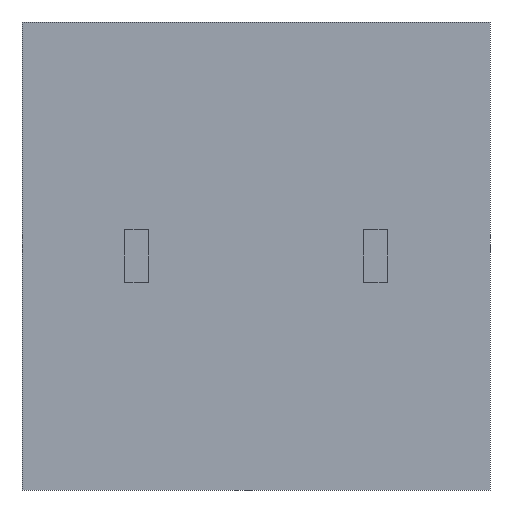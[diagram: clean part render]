
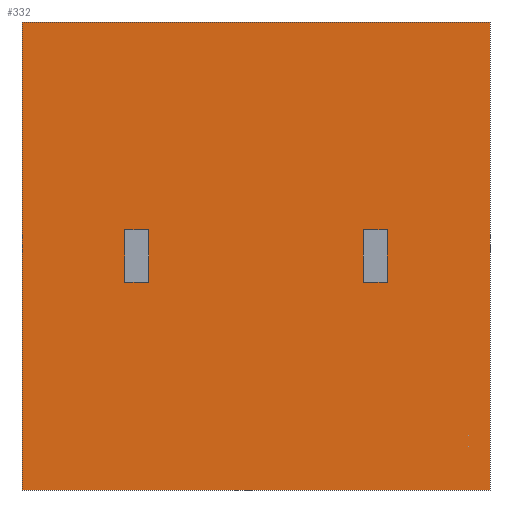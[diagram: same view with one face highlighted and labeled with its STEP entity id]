
A CAD part, front view. The second image highlights one B-rep face of the part: STEP entity #332.
In plain terms, the highlighted planar face has unit normal (0, -1, 0).
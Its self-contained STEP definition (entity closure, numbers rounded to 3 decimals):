
#15=FACE_BOUND('',#68,.T.);
#16=FACE_BOUND('',#69,.T.);
#48=FACE_OUTER_BOUND('',#67,.T.);
#67=EDGE_LOOP('',(#287,#288,#289,#290));
#68=EDGE_LOOP('',(#291,#292,#293,#294));
#69=EDGE_LOOP('',(#295,#296,#297,#298));
#70=LINE('',#456,#107);
#74=LINE('',#464,#111);
#77=LINE('',#470,#114);
#80=LINE('',#475,#117);
#82=LINE('',#481,#119);
#86=LINE('',#489,#123);
#89=LINE('',#495,#126);
#92=LINE('',#500,#129);
#95=LINE('',#545,#132);
#99=LINE('',#553,#136);
#102=LINE('',#559,#139);
#105=LINE('',#564,#142);
#107=VECTOR('',#373,10.);
#111=VECTOR('',#379,10.);
#114=VECTOR('',#384,10.);
#117=VECTOR('',#389,10.);
#119=VECTOR('',#395,10.);
#123=VECTOR('',#401,10.);
#126=VECTOR('',#406,10.);
#129=VECTOR('',#411,10.);
#132=VECTOR('',#430,10.);
#136=VECTOR('',#436,10.);
#139=VECTOR('',#441,10.);
#142=VECTOR('',#446,10.);
#144=VERTEX_POINT('',#454);
#145=VERTEX_POINT('',#455);
#148=VERTEX_POINT('',#463);
#150=VERTEX_POINT('',#469);
#152=VERTEX_POINT('',#479);
#153=VERTEX_POINT('',#480);
#156=VERTEX_POINT('',#488);
#158=VERTEX_POINT('',#494);
#165=VERTEX_POINT('',#543);
#166=VERTEX_POINT('',#544);
#169=VERTEX_POINT('',#552);
#171=VERTEX_POINT('',#558);
#173=EDGE_CURVE('',#144,#145,#70,.T.);
#177=EDGE_CURVE('',#145,#148,#74,.T.);
#180=EDGE_CURVE('',#148,#150,#77,.T.);
#183=EDGE_CURVE('',#150,#144,#80,.T.);
#185=EDGE_CURVE('',#152,#153,#82,.T.);
#189=EDGE_CURVE('',#153,#156,#86,.T.);
#192=EDGE_CURVE('',#156,#158,#89,.T.);
#195=EDGE_CURVE('',#158,#152,#92,.T.);
#203=EDGE_CURVE('',#165,#166,#95,.T.);
#207=EDGE_CURVE('',#166,#169,#99,.T.);
#210=EDGE_CURVE('',#169,#171,#102,.T.);
#213=EDGE_CURVE('',#171,#165,#105,.T.);
#287=ORIENTED_EDGE('',*,*,#213,.T.);
#288=ORIENTED_EDGE('',*,*,#203,.T.);
#289=ORIENTED_EDGE('',*,*,#207,.T.);
#290=ORIENTED_EDGE('',*,*,#210,.T.);
#291=ORIENTED_EDGE('',*,*,#173,.T.);
#292=ORIENTED_EDGE('',*,*,#177,.T.);
#293=ORIENTED_EDGE('',*,*,#180,.T.);
#294=ORIENTED_EDGE('',*,*,#183,.T.);
#295=ORIENTED_EDGE('',*,*,#185,.T.);
#296=ORIENTED_EDGE('',*,*,#189,.T.);
#297=ORIENTED_EDGE('',*,*,#192,.T.);
#298=ORIENTED_EDGE('',*,*,#195,.T.);
#314=PLANE('',#368);
#332=ADVANCED_FACE('',(#48,#15,#16),#314,.F.);
#368=AXIS2_PLACEMENT_3D('',#567,#450,#451);
#373=DIRECTION('',(-1.,0.,0.));
#379=DIRECTION('',(0.,0.,1.));
#384=DIRECTION('',(1.,0.,0.));
#389=DIRECTION('',(0.,0.,-1.));
#395=DIRECTION('',(0.,0.,-1.));
#401=DIRECTION('',(-1.,0.,0.));
#406=DIRECTION('',(0.,0.,1.));
#411=DIRECTION('',(1.,0.,0.));
#430=DIRECTION('',(0.,0.,-1.));
#436=DIRECTION('',(1.,0.,0.));
#441=DIRECTION('',(0.,0.,1.));
#446=DIRECTION('',(-1.,0.,0.));
#450=DIRECTION('center_axis',(0.,1.,0.));
#451=DIRECTION('ref_axis',(1.,0.,0.));
#454=CARTESIAN_POINT('',(2.75,0.,-0.55));
#455=CARTESIAN_POINT('',(2.25,0.,-0.55));
#456=CARTESIAN_POINT('',(1.125,0.,-0.55));
#463=CARTESIAN_POINT('',(2.25,0.,0.55));
#464=CARTESIAN_POINT('',(2.25,0.,0.275));
#469=CARTESIAN_POINT('',(2.75,0.,0.55));
#470=CARTESIAN_POINT('',(1.375,0.,0.55));
#475=CARTESIAN_POINT('',(2.75,0.,-0.275));
#479=CARTESIAN_POINT('',(-2.25,0.,0.55));
#480=CARTESIAN_POINT('',(-2.25,0.,-0.55));
#481=CARTESIAN_POINT('',(-2.25,0.,-0.275));
#488=CARTESIAN_POINT('',(-2.75,0.,-0.55));
#489=CARTESIAN_POINT('',(-1.375,0.,-0.55));
#494=CARTESIAN_POINT('',(-2.75,0.,0.55));
#495=CARTESIAN_POINT('',(-2.75,0.,0.275));
#500=CARTESIAN_POINT('',(-1.125,0.,0.55));
#543=CARTESIAN_POINT('',(-4.9,0.,4.9));
#544=CARTESIAN_POINT('',(-4.9,0.,-4.9));
#545=CARTESIAN_POINT('',(-4.9,0.,4.9));
#552=CARTESIAN_POINT('',(4.9,0.,-4.9));
#553=CARTESIAN_POINT('',(-4.9,0.,-4.9));
#558=CARTESIAN_POINT('',(4.9,0.,4.9));
#559=CARTESIAN_POINT('',(4.9,0.,-4.9));
#564=CARTESIAN_POINT('',(4.9,0.,4.9));
#567=CARTESIAN_POINT('Origin',(0.,0.,0.));
